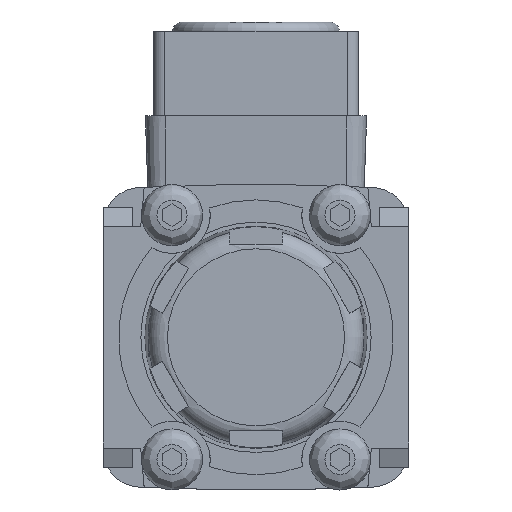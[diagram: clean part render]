
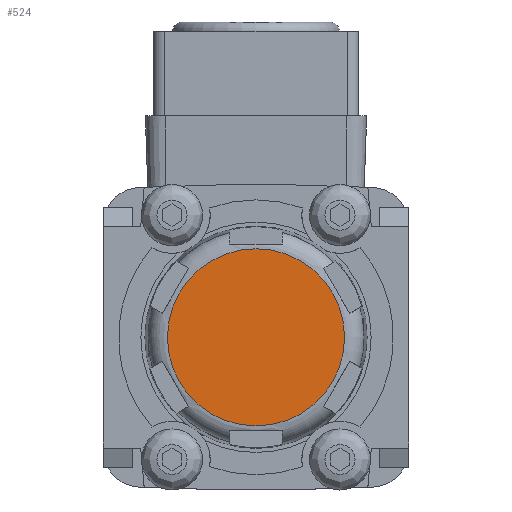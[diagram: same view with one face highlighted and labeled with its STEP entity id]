
A CAD part, front view. The second image highlights one B-rep face of the part: STEP entity #524.
In plain terms, the highlighted face is planar.
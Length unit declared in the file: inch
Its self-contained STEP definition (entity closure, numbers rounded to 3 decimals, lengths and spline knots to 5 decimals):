
#524 = ADVANCED_FACE( '', ( #1277 ), #1278, .F. );
#1277 = FACE_OUTER_BOUND( '', #2373, .T. );
#1278 = PLANE( '', #2374 );
#2373 = EDGE_LOOP( '', ( #3827 ) );
#2374 = AXIS2_PLACEMENT_3D( '', #3828, #3829, #3830 );
#3827 = ORIENTED_EDGE( '', *, *, #6274, .F. );
#3828 = CARTESIAN_POINT( '', ( 0., 2.17756, 0. ) );
#3829 = DIRECTION( '', ( 0., -1., 0. ) );
#3830 = DIRECTION( '', ( 0., 0., -1. ) );
#6274 = EDGE_CURVE( '', #7522, #7522, #7523, .T. );
#7522 = VERTEX_POINT( '', #9227 );
#7523 = CIRCLE( '', #9228, 0.45673 );
#9227 = CARTESIAN_POINT( '', ( 0., 2.17756, -0.45673 ) );
#9228 = AXIS2_PLACEMENT_3D( '', #11100, #11101, #11102 );
#11100 = CARTESIAN_POINT( '', ( 0., 2.17756, 0. ) );
#11101 = DIRECTION( '', ( 0., -1., 0. ) );
#11102 = DIRECTION( '', ( 0., 0., -1. ) );
